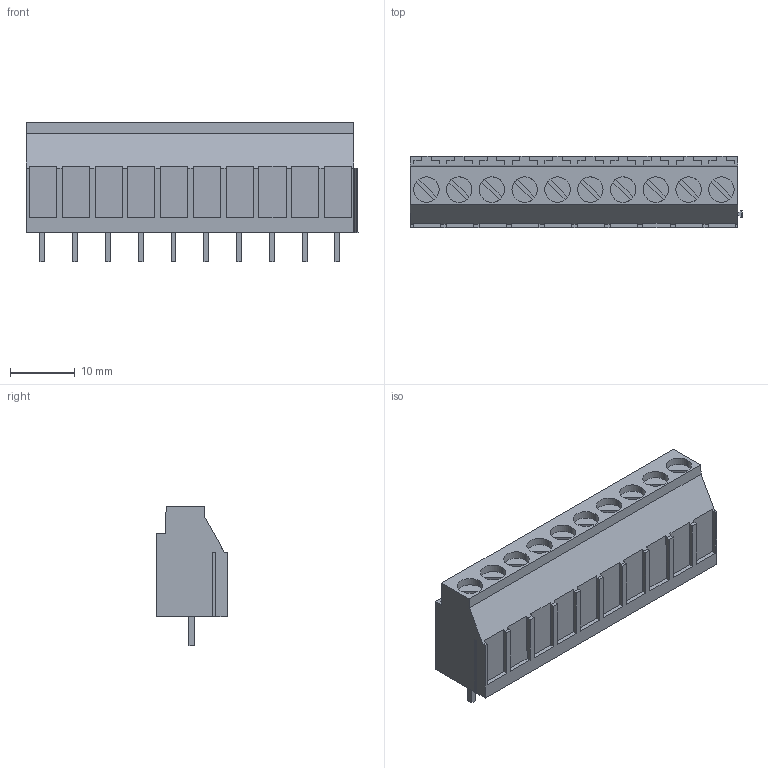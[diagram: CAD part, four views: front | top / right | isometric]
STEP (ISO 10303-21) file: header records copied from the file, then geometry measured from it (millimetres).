
FILE_DESCRIPTION(('CATIA V5 STEP Exchange','CAx-IF Rec.Pracs.--- Model Styling and Organization---1.4--- 2014-01-23'),'2;1');
FILE_NAME ('265232-1_0_2567180000_2567180000.stp','2021-07-21T06:43:56+00:00',('none'),('Weidmueller'),'CATIA Version 5-6 Release 2016 SP3 HF44','CATIA V5 STEP AP214','none');
FILE_SCHEMA(('AUTOMOTIVE_DESIGN { 1 0 10303 214 1 1 1 1 }'));
Length unit declared in the file: millimetre
Products named in the file (1): 2567180000
Bounding box: 51.45 x 11 x 21.6 mm (x, y, z)
Volume: 7389.9 mm3; surface area: 5157.9 mm2
Topology: 21 solids, 21 shells, 517 faces, 1315 edges, 870 vertices
Faces by surface type: plane 477, cylinder 40
Entity records: 15331 total; most frequent: CARTESIAN_POINT 2769, ORIENTED_EDGE 2630, DIRECTION 2101, EDGE_CURVE 1315, VECTOR 1195, LINE 1195, VERTEX_POINT 870, EDGE_LOOP 547
